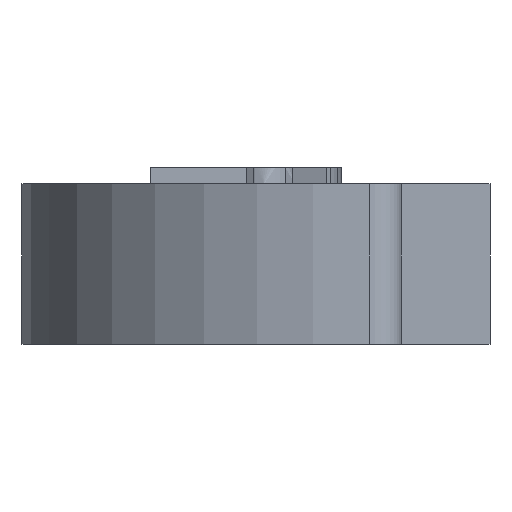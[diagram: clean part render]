
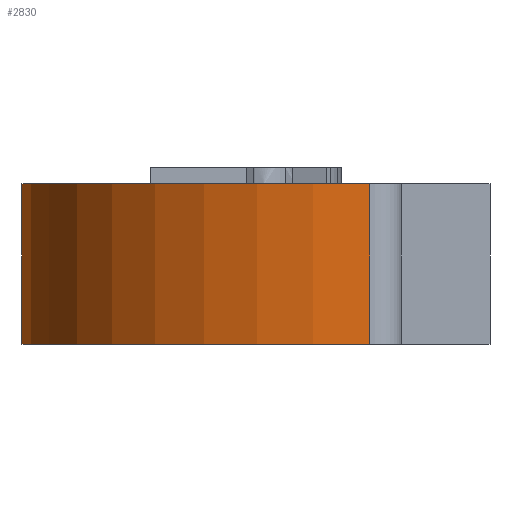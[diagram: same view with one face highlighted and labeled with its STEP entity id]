
A CAD part, left-side view. The second image highlights one B-rep face of the part: STEP entity #2830.
In plain terms, the highlighted cylindrical face has radius 41 mm (diameter 82 mm), a partial arc.
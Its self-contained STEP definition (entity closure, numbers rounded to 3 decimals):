
#72 = PLANE('',#73);
#73 = AXIS2_PLACEMENT_3D('',#74,#75,#76);
#74 = CARTESIAN_POINT('',(34.246,23.039,20.));
#75 = DIRECTION('',(0.,0.,1.));
#76 = DIRECTION('',(1.,0.,0.));
#126 = PLANE('',#127);
#127 = AXIS2_PLACEMENT_3D('',#128,#129,#130);
#128 = CARTESIAN_POINT('',(34.246,23.039,0.));
#129 = DIRECTION('',(0.,0.,1.));
#130 = DIRECTION('',(1.,0.,0.));
#692 = VERTEX_POINT('',#693);
#693 = CARTESIAN_POINT('',(42.77,54.407,0.));
#708 = CYLINDRICAL_SURFACE('',#709,17.);
#709 = AXIS2_PLACEMENT_3D('',#710,#711,#712);
#710 = CARTESIAN_POINT('',(49.954,39.,0.));
#711 = DIRECTION('',(-0.,-0.,-1.));
#712 = DIRECTION('',(1.,0.,0.));
#720 = EDGE_CURVE('',#692,#721,#723,.T.);
#721 = VERTEX_POINT('',#722);
#722 = CARTESIAN_POINT('',(-16.1,15.,0.));
#723 = SURFACE_CURVE('',#724,(#729,#736),.PCURVE_S1.);
#724 = CIRCLE('',#725,41.);
#725 = AXIS2_PLACEMENT_3D('',#726,#727,#728);
#726 = CARTESIAN_POINT('',(24.821,17.545,0.));
#727 = DIRECTION('',(0.,0.,1.));
#728 = DIRECTION('',(1.,0.,0.));
#729 = PCURVE('',#126,#730);
#730 = DEFINITIONAL_REPRESENTATION('',(#731),#735);
#731 = CIRCLE('',#732,41.);
#732 = AXIS2_PLACEMENT_2D('',#733,#734);
#733 = CARTESIAN_POINT('',(-9.425,-5.494));
#734 = DIRECTION('',(1.,0.));
#735 = ( GEOMETRIC_REPRESENTATION_CONTEXT(2) 
PARAMETRIC_REPRESENTATION_CONTEXT() REPRESENTATION_CONTEXT('2D SPACE',''
  ) );
#736 = PCURVE('',#737,#742);
#737 = CYLINDRICAL_SURFACE('',#738,41.);
#738 = AXIS2_PLACEMENT_3D('',#739,#740,#741);
#739 = CARTESIAN_POINT('',(24.821,17.545,0.));
#740 = DIRECTION('',(-0.,-0.,-1.));
#741 = DIRECTION('',(1.,0.,0.));
#742 = DEFINITIONAL_REPRESENTATION('',(#743),#747);
#743 = LINE('',#744,#745);
#744 = CARTESIAN_POINT('',(-0.,0.));
#745 = VECTOR('',#746,1.);
#746 = DIRECTION('',(-1.,0.));
#747 = ( GEOMETRIC_REPRESENTATION_CONTEXT(2) 
PARAMETRIC_REPRESENTATION_CONTEXT() REPRESENTATION_CONTEXT('2D SPACE',''
  ) );
#766 = CYLINDRICAL_SURFACE('',#767,3.9);
#767 = AXIS2_PLACEMENT_3D('',#768,#769,#770);
#768 = CARTESIAN_POINT('',(-12.2,15.,0.));
#769 = DIRECTION('',(-0.,-0.,-1.));
#770 = DIRECTION('',(1.,0.,0.));
#1135 = VERTEX_POINT('',#1136);
#1136 = CARTESIAN_POINT('',(42.77,54.407,20.));
#1158 = EDGE_CURVE('',#1135,#1159,#1161,.T.);
#1159 = VERTEX_POINT('',#1160);
#1160 = CARTESIAN_POINT('',(-16.1,15.,20.));
#1161 = SURFACE_CURVE('',#1162,(#1167,#1174),.PCURVE_S1.);
#1162 = CIRCLE('',#1163,41.);
#1163 = AXIS2_PLACEMENT_3D('',#1164,#1165,#1166);
#1164 = CARTESIAN_POINT('',(24.821,17.545,20.));
#1165 = DIRECTION('',(0.,0.,1.));
#1166 = DIRECTION('',(1.,0.,0.));
#1167 = PCURVE('',#72,#1168);
#1168 = DEFINITIONAL_REPRESENTATION('',(#1169),#1173);
#1169 = CIRCLE('',#1170,41.);
#1170 = AXIS2_PLACEMENT_2D('',#1171,#1172);
#1171 = CARTESIAN_POINT('',(-9.425,-5.494));
#1172 = DIRECTION('',(1.,0.));
#1173 = ( GEOMETRIC_REPRESENTATION_CONTEXT(2) 
PARAMETRIC_REPRESENTATION_CONTEXT() REPRESENTATION_CONTEXT('2D SPACE',''
  ) );
#1174 = PCURVE('',#737,#1175);
#1175 = DEFINITIONAL_REPRESENTATION('',(#1176),#1180);
#1176 = LINE('',#1177,#1178);
#1177 = CARTESIAN_POINT('',(-0.,-20.));
#1178 = VECTOR('',#1179,1.);
#1179 = DIRECTION('',(-1.,0.));
#1180 = ( GEOMETRIC_REPRESENTATION_CONTEXT(2) 
PARAMETRIC_REPRESENTATION_CONTEXT() REPRESENTATION_CONTEXT('2D SPACE',''
  ) );
#2809 = EDGE_CURVE('',#692,#1135,#2810,.T.);
#2810 = SURFACE_CURVE('',#2811,(#2815,#2822),.PCURVE_S1.);
#2811 = LINE('',#2812,#2813);
#2812 = CARTESIAN_POINT('',(42.77,54.407,0.));
#2813 = VECTOR('',#2814,1.);
#2814 = DIRECTION('',(0.,0.,1.));
#2815 = PCURVE('',#708,#2816);
#2816 = DEFINITIONAL_REPRESENTATION('',(#2817),#2821);
#2817 = LINE('',#2818,#2819);
#2818 = CARTESIAN_POINT('',(-2.007,0.));
#2819 = VECTOR('',#2820,1.);
#2820 = DIRECTION('',(-0.,-1.));
#2821 = ( GEOMETRIC_REPRESENTATION_CONTEXT(2) 
PARAMETRIC_REPRESENTATION_CONTEXT() REPRESENTATION_CONTEXT('2D SPACE',''
  ) );
#2822 = PCURVE('',#737,#2823);
#2823 = DEFINITIONAL_REPRESENTATION('',(#2824),#2828);
#2824 = LINE('',#2825,#2826);
#2825 = CARTESIAN_POINT('',(-1.118,0.));
#2826 = VECTOR('',#2827,1.);
#2827 = DIRECTION('',(-0.,-1.));
#2828 = ( GEOMETRIC_REPRESENTATION_CONTEXT(2) 
PARAMETRIC_REPRESENTATION_CONTEXT() REPRESENTATION_CONTEXT('2D SPACE',''
  ) );
#2830 = ADVANCED_FACE('',(#2831),#737,.T.);
#2831 = FACE_BOUND('',#2832,.F.);
#2832 = EDGE_LOOP('',(#2833,#2834,#2835,#2856));
#2833 = ORIENTED_EDGE('',*,*,#2809,.T.);
#2834 = ORIENTED_EDGE('',*,*,#1158,.T.);
#2835 = ORIENTED_EDGE('',*,*,#2836,.F.);
#2836 = EDGE_CURVE('',#721,#1159,#2837,.T.);
#2837 = SURFACE_CURVE('',#2838,(#2842,#2849),.PCURVE_S1.);
#2838 = LINE('',#2839,#2840);
#2839 = CARTESIAN_POINT('',(-16.1,15.,0.));
#2840 = VECTOR('',#2841,1.);
#2841 = DIRECTION('',(0.,0.,1.));
#2842 = PCURVE('',#737,#2843);
#2843 = DEFINITIONAL_REPRESENTATION('',(#2844),#2848);
#2844 = LINE('',#2845,#2846);
#2845 = CARTESIAN_POINT('',(-3.204,0.));
#2846 = VECTOR('',#2847,1.);
#2847 = DIRECTION('',(-0.,-1.));
#2848 = ( GEOMETRIC_REPRESENTATION_CONTEXT(2) 
PARAMETRIC_REPRESENTATION_CONTEXT() REPRESENTATION_CONTEXT('2D SPACE',''
  ) );
#2849 = PCURVE('',#766,#2850);
#2850 = DEFINITIONAL_REPRESENTATION('',(#2851),#2855);
#2851 = LINE('',#2852,#2853);
#2852 = CARTESIAN_POINT('',(-3.142,0.));
#2853 = VECTOR('',#2854,1.);
#2854 = DIRECTION('',(-0.,-1.));
#2855 = ( GEOMETRIC_REPRESENTATION_CONTEXT(2) 
PARAMETRIC_REPRESENTATION_CONTEXT() REPRESENTATION_CONTEXT('2D SPACE',''
  ) );
#2856 = ORIENTED_EDGE('',*,*,#720,.F.);
